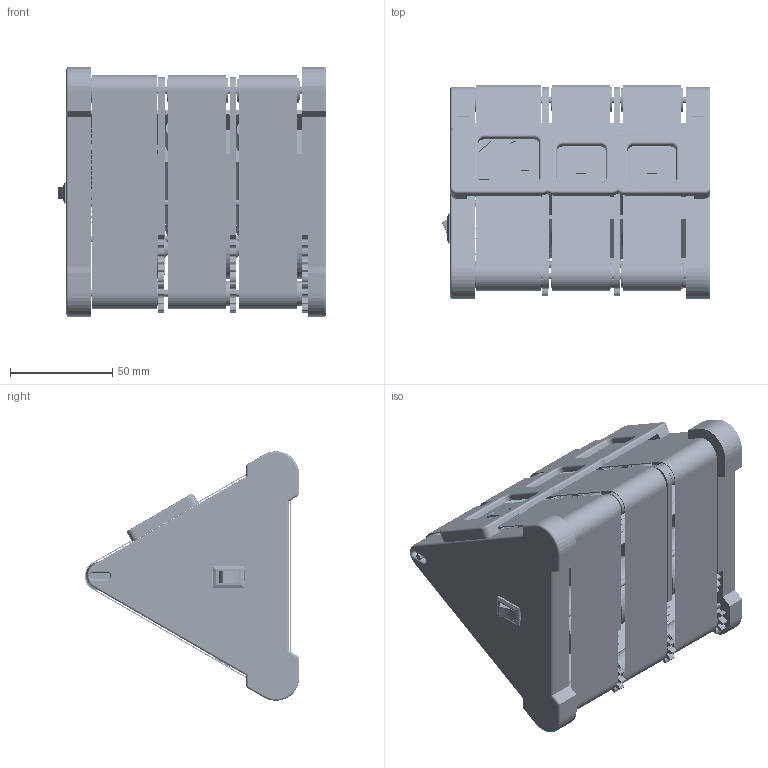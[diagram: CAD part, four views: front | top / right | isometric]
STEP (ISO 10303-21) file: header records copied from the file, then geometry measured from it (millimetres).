
FILE_DESCRIPTION(/* description */ (''),/* implementation_level */ '2;1');
FILE_NAME(/* name */ 'Tri-Belt Clock Model.step',/* time_stamp */ '2025-11-30T14:59:30+05:30',/* author */ (''),/* organization */ (''),/* preprocessor_version */ 'ST-DEVELOPER v20.1',/* originating_system */ 'Autodesk Translation Framework v14.21.0.0',/* authorisation */ '');
FILE_SCHEMA (('AUTOMOTIVE_DESIGN { 1 0 10303 214 3 1 1 }'));
Products named in the file (56): Clock 1; Component7; Component10; Component8; Component9; Component46; Component12; Spur Gear (12 teeth) (1); Component19; Component33; Component34; Rod; Component32; Component52; Component53; Component31; Component42; Component24; Component44; Front plate; Component45; Component48; Component58; Component49; Component47; Component59; USB_Type_C_Connector; Component24_1; Component12_1; Spur Gear (12 teeth) (1)_1; Component41; Spur Gear (12 teeth) (1)_2; Spur Gear (24 teeth); Stepper Hr; Stepper Hr (1); Stepper Hr (2); Hour Belt; Tensioner Left; Component35; Rod (1) ...
Assembly tree (87 placements, depth 4):
  Clock 1
    Component7
      Component10
      Component8
      Component9
      Component46
    Component11  x3
    Component12
      Spur Gear (12 teeth) (1)
        Spur Gear (24 teeth)
      Component41
    Component19
      Component33
      Component34
        Component35
        Rod
      Component32
        Component52
        Component53
      Component31
      Component42
    Component24
      Component27
    Component38  x3
    Component44
    Front plate
    Component45
      Component48
        Component58
      Component49
    Component47
    Component59
    USB_Type_C_Connector
    Component61  x2
      Component62
    Component24_1
      Component27
    Component12_1
      Spur Gear (12 teeth) (1)_1
        Spur Gear (24 teeth)
      Component41
    Spur Gear (12 teeth) (1)_2
      Spur Gear (24 teeth)
    Stepper Hr
    Stepper Hr (1)
    Stepper Hr (2)
    Hour Belt
    Tensioner Left
      Component35
      Rod (1)
    Component27  x4
    KY-033  x3
    Rods
    Rocker Switch
    18650 (1)  x2
    Battery Holder
    Digits
      Component58 (1)  x2
    623zz Bearings
      Component60
Bounding box: 131.19 x 104.81 x 122.02 mm (x, y, z)
Volume: 348408.2 mm3; surface area: 312443.8 mm2
Topology: 91 solids, 109 shells, 6507 faces, 18981 edges, 12465 vertices
Faces by surface type: plane 3999, cylinder 1329, bspline 545, torus 449, sphere 172, cone 13
Full cylindrical faces by diameter (mm): 0.5 x2, 1 x1, 1.2 x6, 1.5 x2, 1.75 x2, 2 x6, 3 x66, 4 x6, 4.1 x12, 5 x75, 5.2 x3, 6 x9, 7.8 x72, 9.25 x6, 9.8 x3, 10 x21, 10.2 x6, 11 x2, 14 x2, 14.65 x2, 18 x6
Entity records: 193338 total; most frequent: CARTESIAN_POINT 77558, ORIENTED_EDGE 24662, DIRECTION 22161, EDGE_CURVE 12331, LINE 9019, VECTOR 9019, VERTEX_POINT 8121, AXIS2_PLACEMENT_3D 6571
